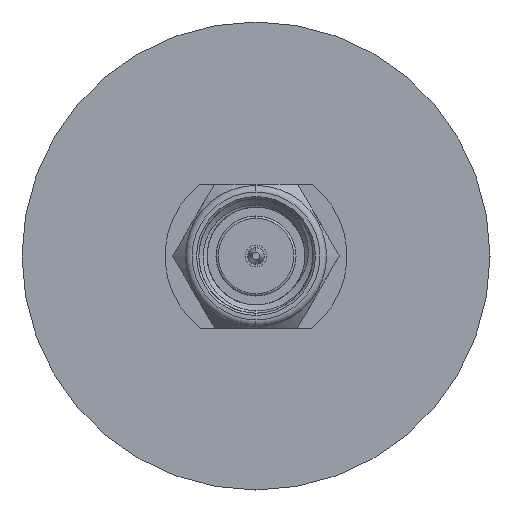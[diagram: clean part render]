
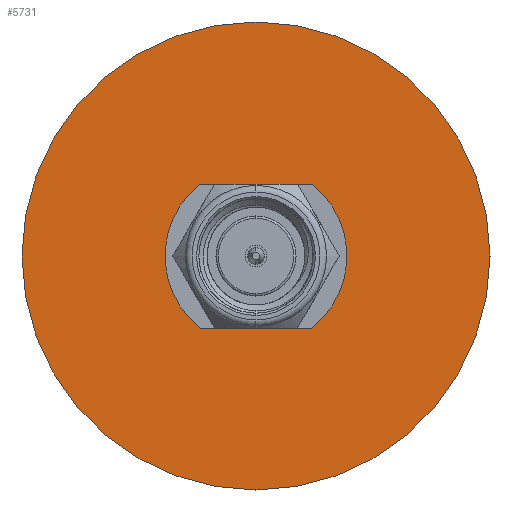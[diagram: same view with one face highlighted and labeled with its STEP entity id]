
A CAD part, left-side view. The second image highlights one B-rep face of the part: STEP entity #5731.
In plain terms, the highlighted planar face has unit normal (-1, 0, 0).
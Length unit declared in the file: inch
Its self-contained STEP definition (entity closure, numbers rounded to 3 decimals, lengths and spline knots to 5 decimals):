
#43 = AXIS2_PLACEMENT_3D ( 'NONE', #5617, #219, #3828 ) ;
#98 = ORIENTED_EDGE ( 'NONE', *, *, #535, .F. ) ;
#219 = DIRECTION ( 'NONE',  ( -1., 0., 0. ) ) ;
#273 = ORIENTED_EDGE ( 'NONE', *, *, #1156, .T. ) ;
#501 = CARTESIAN_POINT ( 'NONE',  ( -0.43235, -0.12176, -0.15748 ) ) ;
#535 = EDGE_CURVE ( 'NONE', #3691, #2884, #5225, .T. ) ;
#600 = VERTEX_POINT ( 'NONE', #3157 ) ;
#639 = DIRECTION ( 'NONE',  ( 0., 0., -1. ) ) ;
#1030 = CARTESIAN_POINT ( 'NONE',  ( -0.43235, -0.12176, 0.15748 ) ) ;
#1104 = EDGE_CURVE ( 'NONE', #6610, #3691, #7152, .T. ) ;
#1156 = EDGE_CURVE ( 'NONE', #6992, #600, #6295, .T. ) ;
#1253 = ORIENTED_EDGE ( 'NONE', *, *, #1104, .F. ) ;
#1419 = CIRCLE ( 'NONE', #43, 0.51181 ) ;
#1522 = CARTESIAN_POINT ( 'NONE',  ( -0.43235, 0., 0. ) ) ;
#1604 = EDGE_CURVE ( 'NONE', #600, #6992, #1419, .T. ) ;
#1691 = EDGE_CURVE ( 'NONE', #6610, #5643, #6137, .T. ) ;
#1924 = AXIS2_PLACEMENT_3D ( 'NONE', #6386, #2788, #4468 ) ;
#2024 = DIRECTION ( 'NONE',  ( 0., 1., 0. ) ) ;
#2043 = VECTOR ( 'NONE', #2024, 39.37008 ) ;
#2332 = ORIENTED_EDGE ( 'NONE', *, *, #2492, .F. ) ;
#2492 = EDGE_CURVE ( 'NONE', #2884, #5643, #7682, .T. ) ;
#2710 = CARTESIAN_POINT ( 'NONE',  ( -0.43235, 0.12176, 0.15748 ) ) ;
#2788 = DIRECTION ( 'NONE',  ( -1., 0., 0. ) ) ;
#2884 = VERTEX_POINT ( 'NONE', #2710 ) ;
#2920 = AXIS2_PLACEMENT_3D ( 'NONE', #6422, #3451, #4104 ) ;
#3157 = CARTESIAN_POINT ( 'NONE',  ( -0.43235, 0., -0.51181 ) ) ;
#3250 = CARTESIAN_POINT ( 'NONE',  ( -0.43235, 0.12176, -0.15748 ) ) ;
#3333 = ORIENTED_EDGE ( 'NONE', *, *, #1604, .T. ) ;
#3451 = DIRECTION ( 'NONE',  ( -1., 0., 0. ) ) ;
#3481 = CARTESIAN_POINT ( 'NONE',  ( -0.43235, -0.51181, 0.15748 ) ) ;
#3691 = VERTEX_POINT ( 'NONE', #1030 ) ;
#3784 = AXIS2_PLACEMENT_3D ( 'NONE', #1522, #6272, #6974 ) ;
#3822 = EDGE_LOOP ( 'NONE', ( #6680, #2332, #98, #1253 ) ) ;
#3828 = DIRECTION ( 'NONE',  ( 0., 0., 1. ) ) ;
#4104 = DIRECTION ( 'NONE',  ( 0., 0., 1. ) ) ;
#4468 = DIRECTION ( 'NONE',  ( 0., 0., 1. ) ) ;
#4641 = DIRECTION ( 'NONE',  ( 0., 1., 0. ) ) ;
#4668 = EDGE_LOOP ( 'NONE', ( #273, #3333 ) ) ;
#4714 = FACE_OUTER_BOUND ( 'NONE', #4668, .T. ) ;
#5225 = LINE ( 'NONE', #3481, #6279 ) ;
#5294 = AXIS2_PLACEMENT_3D ( 'NONE', #5495, #7312, #639 ) ;
#5495 = CARTESIAN_POINT ( 'NONE',  ( -0.43235, 0.51181, 0. ) ) ;
#5617 = CARTESIAN_POINT ( 'NONE',  ( -0.43235, 0., 0. ) ) ;
#5643 = VERTEX_POINT ( 'NONE', #3250 ) ;
#5731 = ADVANCED_FACE ( 'NONE', ( #6009, #4714 ), #6565, .F. ) ;
#5884 = CARTESIAN_POINT ( 'NONE',  ( -0.43235, 0., 0.51181 ) ) ;
#6009 = FACE_BOUND ( 'NONE', #3822, .T. ) ;
#6096 = CARTESIAN_POINT ( 'NONE',  ( -0.43235, -0.51181, -0.15748 ) ) ;
#6137 = LINE ( 'NONE', #6096, #2043 ) ;
#6272 = DIRECTION ( 'NONE',  ( -1., 0., 0. ) ) ;
#6279 = VECTOR ( 'NONE', #4641, 39.37008 ) ;
#6295 = CIRCLE ( 'NONE', #2920, 0.51181 ) ;
#6386 = CARTESIAN_POINT ( 'NONE',  ( -0.43235, 0., 0. ) ) ;
#6422 = CARTESIAN_POINT ( 'NONE',  ( -0.43235, 0., 0. ) ) ;
#6565 = PLANE ( 'NONE',  #5294 ) ;
#6610 = VERTEX_POINT ( 'NONE', #501 ) ;
#6680 = ORIENTED_EDGE ( 'NONE', *, *, #1691, .T. ) ;
#6974 = DIRECTION ( 'NONE',  ( 0., 0., 1. ) ) ;
#6992 = VERTEX_POINT ( 'NONE', #5884 ) ;
#7152 = CIRCLE ( 'NONE', #3784, 0.19906 ) ;
#7312 = DIRECTION ( 'NONE',  ( 1., 0., 0. ) ) ;
#7682 = CIRCLE ( 'NONE', #1924, 0.19906 ) ;
